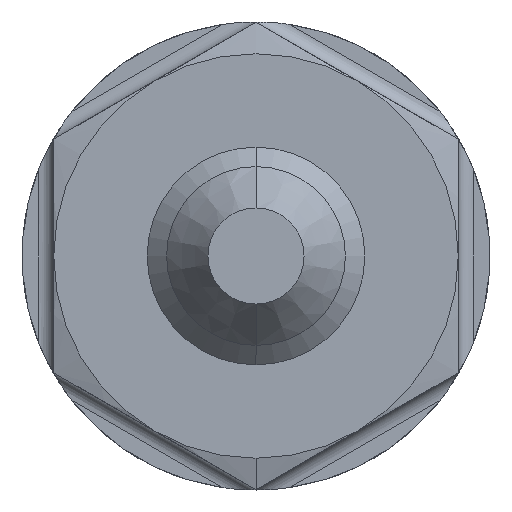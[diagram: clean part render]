
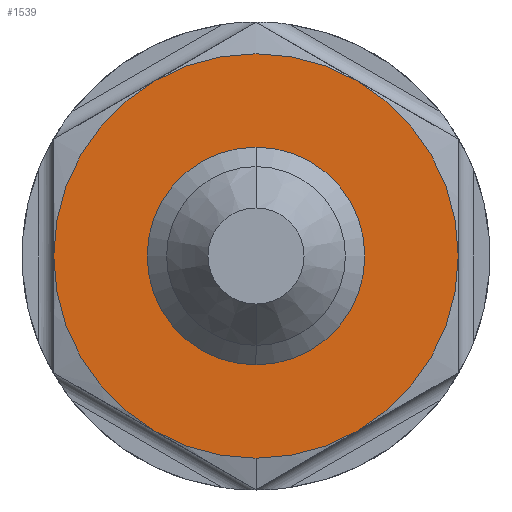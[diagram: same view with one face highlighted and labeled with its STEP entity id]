
A CAD part, front view. The second image highlights one B-rep face of the part: STEP entity #1539.
In plain terms, the highlighted face is planar.
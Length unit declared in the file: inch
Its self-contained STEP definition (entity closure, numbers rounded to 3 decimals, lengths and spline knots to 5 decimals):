
#36 = DIRECTION ( 'NONE',  ( 0., 0., 1. ) ) ;
#107 = CIRCLE ( 'NONE', #4266, 0.40625 ) ;
#113 = DIRECTION ( 'NONE',  ( 0., 0., -1. ) ) ;
#238 = CARTESIAN_POINT ( 'NONE',  ( 0., 0.725, 0.212 ) ) ;
#248 = CARTESIAN_POINT ( 'NONE',  ( 0.20313, 0.725, -0.35182 ) ) ;
#282 = CIRCLE ( 'NONE', #2182, 0.40625 ) ;
#297 = AXIS2_PLACEMENT_3D ( 'NONE', #3271, #756, #36 ) ;
#549 = AXIS2_PLACEMENT_3D ( 'NONE', #1805, #1437, #4713 ) ;
#582 = EDGE_CURVE ( 'NONE', #3512, #2771, #3404, .T. ) ;
#585 = FACE_OUTER_BOUND ( 'NONE', #4457, .T. ) ;
#606 = EDGE_CURVE ( 'NONE', #3434, #3653, #1190, .T. ) ;
#607 = CARTESIAN_POINT ( 'NONE',  ( 0., 0.725, 0. ) ) ;
#633 = AXIS2_PLACEMENT_3D ( 'NONE', #607, #2453, #2820 ) ;
#708 = ORIENTED_EDGE ( 'NONE', *, *, #4322, .T. ) ;
#745 = AXIS2_PLACEMENT_3D ( 'NONE', #4470, #3062, #1239 ) ;
#756 = DIRECTION ( 'NONE',  ( 0., 1., 0. ) ) ;
#947 = ORIENTED_EDGE ( 'NONE', *, *, #3037, .F. ) ;
#1002 = CARTESIAN_POINT ( 'NONE',  ( -0.20313, 0.725, -0.35182 ) ) ;
#1007 = ORIENTED_EDGE ( 'NONE', *, *, #582, .F. ) ;
#1190 = CIRCLE ( 'NONE', #633, 0.40625 ) ;
#1200 = DIRECTION ( 'NONE',  ( 0., -1., 0. ) ) ;
#1239 = DIRECTION ( 'NONE',  ( 0., 0., 1. ) ) ;
#1342 = DIRECTION ( 'NONE',  ( 0., 0., 1. ) ) ;
#1366 = CIRCLE ( 'NONE', #549, 0.40625 ) ;
#1405 = VERTEX_POINT ( 'NONE', #2248 ) ;
#1437 = DIRECTION ( 'NONE',  ( 0., 1., 0. ) ) ;
#1438 = VERTEX_POINT ( 'NONE', #1927 ) ;
#1539 = ADVANCED_FACE ( 'NONE', ( #3803, #585 ), #2361, .F. ) ;
#1636 = ORIENTED_EDGE ( 'NONE', *, *, #3955, .T. ) ;
#1805 = CARTESIAN_POINT ( 'NONE',  ( 0., 0.725, 0. ) ) ;
#1833 = VERTEX_POINT ( 'NONE', #4680 ) ;
#1927 = CARTESIAN_POINT ( 'NONE',  ( 0.40625, 0.725, 0. ) ) ;
#1948 = AXIS2_PLACEMENT_3D ( 'NONE', #2327, #1200, #113 ) ;
#2023 = CIRCLE ( 'NONE', #297, 0.40625 ) ;
#2091 = CARTESIAN_POINT ( 'NONE',  ( 0., 0.725, -0.212 ) ) ;
#2101 = EDGE_LOOP ( 'NONE', ( #1007, #947 ) ) ;
#2174 = CIRCLE ( 'NONE', #2298, 0.40625 ) ;
#2182 = AXIS2_PLACEMENT_3D ( 'NONE', #2395, #2415, #1342 ) ;
#2195 = DIRECTION ( 'NONE',  ( 0., 0., 1. ) ) ;
#2215 = ORIENTED_EDGE ( 'NONE', *, *, #4112, .T. ) ;
#2233 = ORIENTED_EDGE ( 'NONE', *, *, #2819, .T. ) ;
#2242 = DIRECTION ( 'NONE',  ( 0., 1., 0. ) ) ;
#2248 = CARTESIAN_POINT ( 'NONE',  ( 0.20312, 0.725, 0.35182 ) ) ;
#2291 = AXIS2_PLACEMENT_3D ( 'NONE', #4586, #2903, #4645 ) ;
#2298 = AXIS2_PLACEMENT_3D ( 'NONE', #4425, #2242, #4003 ) ;
#2327 = CARTESIAN_POINT ( 'NONE',  ( 0.40625, 0.725, 0. ) ) ;
#2332 = CARTESIAN_POINT ( 'NONE',  ( 0., 0.725, -0.40625 ) ) ;
#2361 = PLANE ( 'NONE',  #1948 ) ;
#2395 = CARTESIAN_POINT ( 'NONE',  ( 0., 0.725, 0. ) ) ;
#2405 = EDGE_CURVE ( 'NONE', #1438, #2857, #2174, .T. ) ;
#2415 = DIRECTION ( 'NONE',  ( 0., 1., 0. ) ) ;
#2453 = DIRECTION ( 'NONE',  ( 0., 1., 0. ) ) ;
#2562 = VERTEX_POINT ( 'NONE', #3368 ) ;
#2771 = VERTEX_POINT ( 'NONE', #2091 ) ;
#2819 = EDGE_CURVE ( 'NONE', #1405, #1438, #282, .T. ) ;
#2820 = DIRECTION ( 'NONE',  ( 0., 0., 1. ) ) ;
#2857 = VERTEX_POINT ( 'NONE', #248 ) ;
#2903 = DIRECTION ( 'NONE',  ( 0., 1., 0. ) ) ;
#3037 = EDGE_CURVE ( 'NONE', #2771, #3512, #4062, .T. ) ;
#3061 = ORIENTED_EDGE ( 'NONE', *, *, #3069, .T. ) ;
#3062 = DIRECTION ( 'NONE',  ( 0., 1., 0. ) ) ;
#3069 = EDGE_CURVE ( 'NONE', #1833, #2562, #2023, .T. ) ;
#3271 = CARTESIAN_POINT ( 'NONE',  ( 0., 0.725, 0. ) ) ;
#3368 = CARTESIAN_POINT ( 'NONE',  ( -0.20313, 0.725, 0.35182 ) ) ;
#3404 = CIRCLE ( 'NONE', #2291, 0.212 ) ;
#3434 = VERTEX_POINT ( 'NONE', #2332 ) ;
#3470 = CARTESIAN_POINT ( 'NONE',  ( 0., 0.725, 0. ) ) ;
#3512 = VERTEX_POINT ( 'NONE', #238 ) ;
#3594 = ORIENTED_EDGE ( 'NONE', *, *, #2405, .T. ) ;
#3644 = ORIENTED_EDGE ( 'NONE', *, *, #606, .T. ) ;
#3653 = VERTEX_POINT ( 'NONE', #1002 ) ;
#3691 = DIRECTION ( 'NONE',  ( 0., 1., 0. ) ) ;
#3803 = FACE_BOUND ( 'NONE', #2101, .T. ) ;
#3871 = DIRECTION ( 'NONE',  ( 0., 1., 0. ) ) ;
#3955 = EDGE_CURVE ( 'NONE', #3653, #1833, #107, .T. ) ;
#4003 = DIRECTION ( 'NONE',  ( 0., 0., 1. ) ) ;
#4062 = CIRCLE ( 'NONE', #4072, 0.212 ) ;
#4072 = AXIS2_PLACEMENT_3D ( 'NONE', #4747, #3691, #2195 ) ;
#4112 = EDGE_CURVE ( 'NONE', #2857, #3434, #1366, .T. ) ;
#4233 = DIRECTION ( 'NONE',  ( 0., 0., 1. ) ) ;
#4266 = AXIS2_PLACEMENT_3D ( 'NONE', #3470, #3871, #4233 ) ;
#4322 = EDGE_CURVE ( 'NONE', #2562, #1405, #4589, .T. ) ;
#4425 = CARTESIAN_POINT ( 'NONE',  ( 0., 0.725, 0. ) ) ;
#4457 = EDGE_LOOP ( 'NONE', ( #2233, #3594, #2215, #3644, #1636, #3061, #708 ) ) ;
#4470 = CARTESIAN_POINT ( 'NONE',  ( 0., 0.725, 0. ) ) ;
#4586 = CARTESIAN_POINT ( 'NONE',  ( 0., 0.725, 0. ) ) ;
#4589 = CIRCLE ( 'NONE', #745, 0.40625 ) ;
#4645 = DIRECTION ( 'NONE',  ( 0., 0., 1. ) ) ;
#4680 = CARTESIAN_POINT ( 'NONE',  ( -0.40625, 0.725, 0. ) ) ;
#4713 = DIRECTION ( 'NONE',  ( 0., 0., 1. ) ) ;
#4747 = CARTESIAN_POINT ( 'NONE',  ( 0., 0.725, 0. ) ) ;
